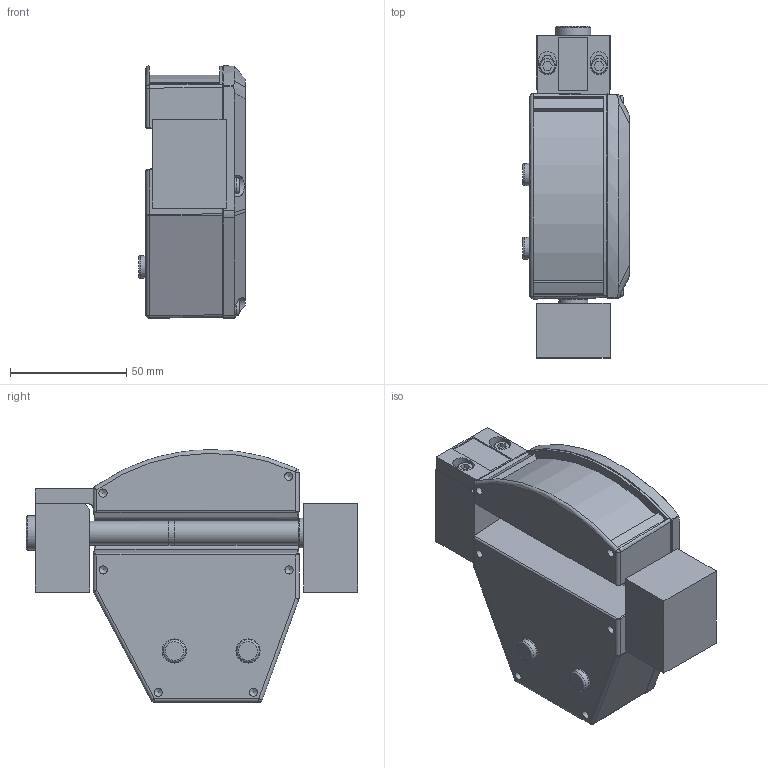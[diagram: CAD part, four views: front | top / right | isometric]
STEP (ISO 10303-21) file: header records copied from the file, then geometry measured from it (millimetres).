
FILE_DESCRIPTION(/* description */ (''),/* implementation_level */ '2;1');
FILE_NAME(/* name */ '',/* time_stamp */ '2013-12-17T13:32:34+01:00',/* author */ (''),/* organization */ (''),/* preprocessor_version */ 'ST-DEVELOPER v14',/* originating_system */ 'SIEMENS PLM Software NX 8.0',/* authorisation */ '');
FILE_SCHEMA (('CONFIG_CONTROL_DESIGN'));
Length unit declared in the file: millimetre
Products named in the file (1): 3750_all_weld_hp_1_4_npt
Bounding box: 46.05 x 142.96 x 108.86 mm (x, y, z)
Volume: 160170.2 mm3; surface area: 88789.8 mm2
Topology: 12 solids, 12 shells, 568 faces, 1424 edges, 899 vertices
Faces by surface type: plane 220, cylinder 151, cone 82, bspline 76, torus 33, sphere 6
Full cylindrical faces by diameter (mm): 3.454 x4, 3.52 x8, 4.036 x2, 4.181 x6, 4.369 x4, 4.841 x2, 6.858 x6, 7.087 x1, 9.906 x1, 10.236 x1, 10.338 x3, 11.1 x1, 11.676 x2, 12.624 x1, 15 x1
Entity records: 18694 total; most frequent: CARTESIAN_POINT 5941, ORIENTED_EDGE 2610, DIRECTION 2508, EDGE_CURVE 1305, AXIS2_PLACEMENT_3D 976, VERTEX_POINT 894, EDGE_LOOP 697, ADVANCED_FACE 568
